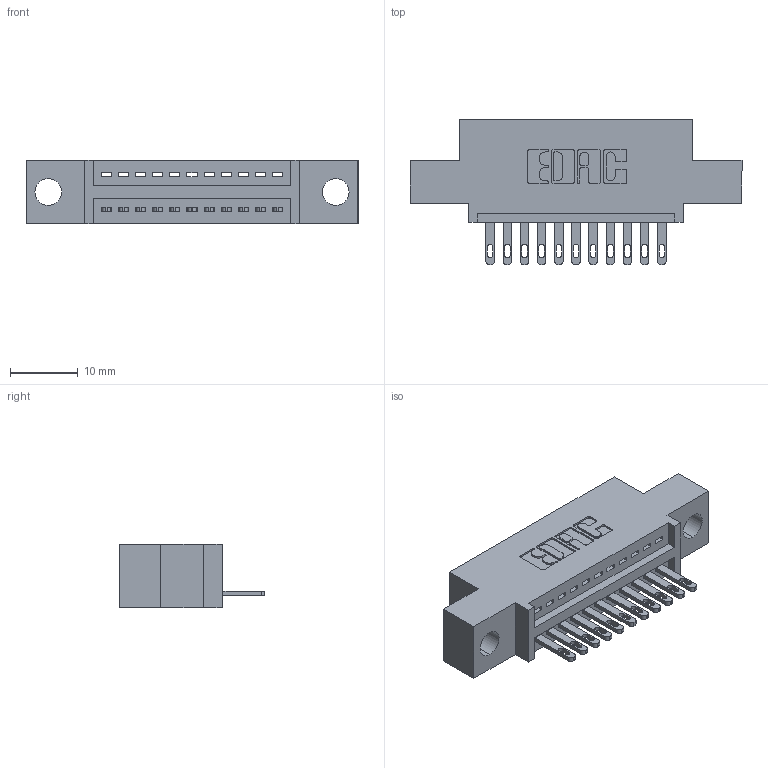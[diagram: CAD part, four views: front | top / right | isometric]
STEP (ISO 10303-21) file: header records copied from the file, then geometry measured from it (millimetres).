
FILE_DESCRIPTION (( 'STEP AP203' ), '1' );
FILE_NAME ('345-011-500-404.STEP', '2018-08-17T22:37:49', ( '' ), ( '' ), 'SwSTEP 2.0', 'SolidWorks 2016', '' );
FILE_SCHEMA (( 'CONFIG_CONTROL_DESIGN' ));
Length unit declared in the file: inch
Products named in the file (3): 345-292-001_345-293-100; 345-011-500-404; 345 Part_0.110 Offset - 0.156 Dia-TH
Assembly tree (12 placements, depth 2):
  345-011-500-404
    345 Part_0.110 Offset - 0.156 Dia-TH
    345-292-001_345-293-100  x11
Bounding box: 49.15 x 21.51 x 9.4 mm (x, y, z)
Volume: 4259.9 mm3; surface area: 5155 mm2
Topology: 12 solids, 12 shells, 724 faces, 2201 edges, 1466 vertices
Faces by surface type: plane 458, cylinder 266
Entity records: 12517 total; most frequent: CARTESIAN_POINT 2177, ORIENTED_EDGE 2122, DIRECTION 1947, EDGE_CURVE 1061, VECTOR 881, LINE 881, VERTEX_POINT 706, AXIS2_PLACEMENT_3D 533
